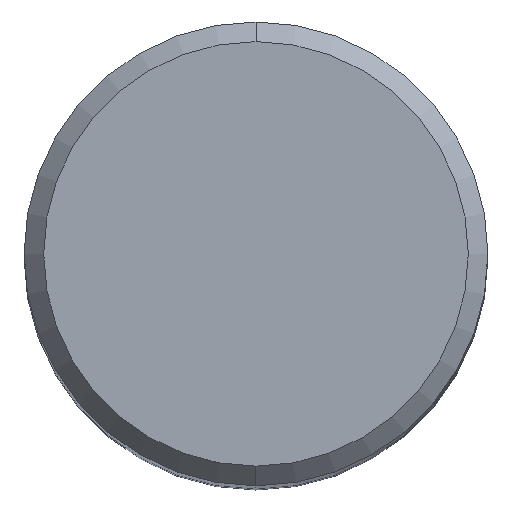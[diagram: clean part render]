
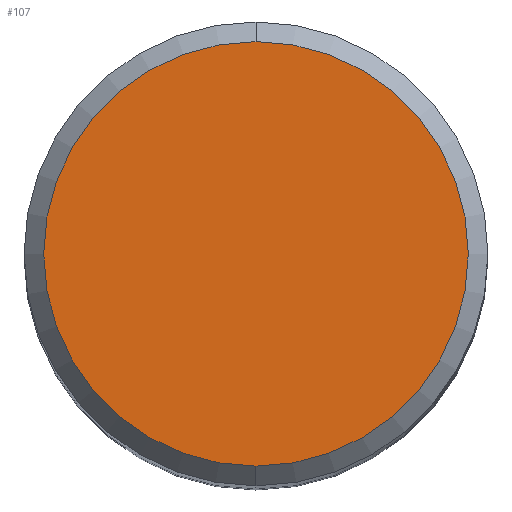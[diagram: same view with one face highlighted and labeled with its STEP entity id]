
A CAD part, top view. The second image highlights one B-rep face of the part: STEP entity #107.
In plain terms, the highlighted planar face has unit normal (0, 0, 1).
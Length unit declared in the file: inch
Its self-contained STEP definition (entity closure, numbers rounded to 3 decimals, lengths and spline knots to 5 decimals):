
#29 = DIRECTION ( 'NONE',  ( 0., 0., -1. ) ) ;
#31 = FACE_OUTER_BOUND ( 'NONE', #405, .T. ) ;
#34 = AXIS2_PLACEMENT_3D ( 'NONE', #181, #380, #373 ) ;
#105 = EDGE_CURVE ( 'NONE', #204, #144, #402, .T. ) ;
#107 = ADVANCED_FACE ( 'NONE', ( #31 ), #186, .F. ) ;
#113 = ORIENTED_EDGE ( 'NONE', *, *, #412, .T. ) ;
#121 = DIRECTION ( 'NONE',  ( 0., 0., 1. ) ) ;
#144 = VERTEX_POINT ( 'NONE', #382 ) ;
#163 = AXIS2_PLACEMENT_3D ( 'NONE', #417, #29, #249 ) ;
#181 = CARTESIAN_POINT ( 'NONE',  ( 0., 0., 0. ) ) ;
#186 = PLANE ( 'NONE',  #163 ) ;
#204 = VERTEX_POINT ( 'NONE', #291 ) ;
#220 = DIRECTION ( 'NONE',  ( 0., -1., 0. ) ) ;
#223 = AXIS2_PLACEMENT_3D ( 'NONE', #411, #121, #220 ) ;
#249 = DIRECTION ( 'NONE',  ( 0., 1., 0. ) ) ;
#291 = CARTESIAN_POINT ( 'NONE',  ( 0., 0.2162, 0. ) ) ;
#366 = ORIENTED_EDGE ( 'NONE', *, *, #105, .T. ) ;
#373 = DIRECTION ( 'NONE',  ( 0., -1., 0. ) ) ;
#380 = DIRECTION ( 'NONE',  ( 0., 0., 1. ) ) ;
#382 = CARTESIAN_POINT ( 'NONE',  ( 0., -0.2162, 0. ) ) ;
#396 = CIRCLE ( 'NONE', #34, 0.2162 ) ;
#402 = CIRCLE ( 'NONE', #223, 0.2162 ) ;
#405 = EDGE_LOOP ( 'NONE', ( #366, #113 ) ) ;
#411 = CARTESIAN_POINT ( 'NONE',  ( 0., 0., 0. ) ) ;
#412 = EDGE_CURVE ( 'NONE', #144, #204, #396, .T. ) ;
#417 = CARTESIAN_POINT ( 'NONE',  ( 0., 0.2162, 0. ) ) ;
